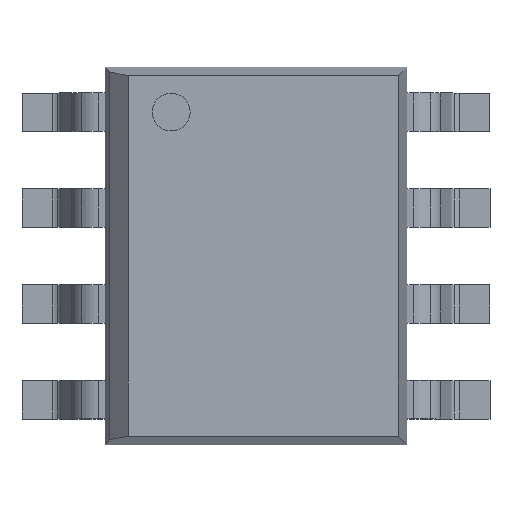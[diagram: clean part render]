
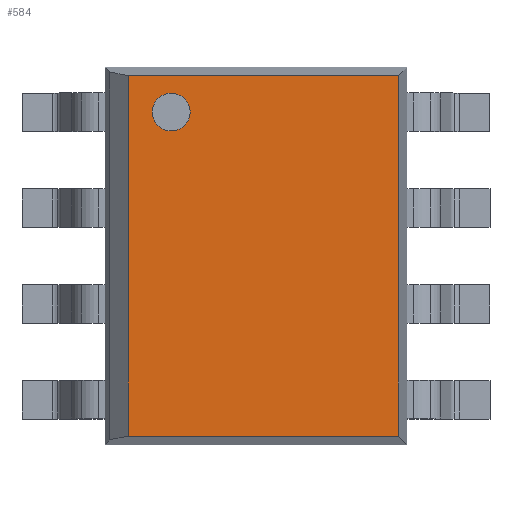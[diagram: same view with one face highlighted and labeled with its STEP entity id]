
A CAD part, top view. The second image highlights one B-rep face of the part: STEP entity #584.
In plain terms, the highlighted planar face has unit normal (0, 0, 1).
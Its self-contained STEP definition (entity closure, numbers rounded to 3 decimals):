
#230=CARTESIAN_POINT('',(-1.123,1.655,1.68));
#231=VERTEX_POINT('',#230);
#240=CARTESIAN_POINT('',(-1.123,2.155,1.68));
#241=VERTEX_POINT('',#240);
#242=CARTESIAN_POINT('',(-1.123,1.905,1.68));
#243=DIRECTION('',(0.0,0.0,-1.0));
#244=DIRECTION('',(0.0,-1.0,0.0));
#245=AXIS2_PLACEMENT_3D('',#242,#243,#244);
#246=CIRCLE('',#245,0.25);
#247=EDGE_CURVE('',#241,#231,#246,.T.);
#430=CARTESIAN_POINT('',(-1.693,2.387,1.68));
#431=VERTEX_POINT('',#430);
#438=CARTESIAN_POINT('',(1.887,2.387,1.68));
#439=VERTEX_POINT('',#438);
#440=CARTESIAN_POINT('',(1.887,2.387,1.68));
#441=DIRECTION('',(-1.0,0.0,0.0));
#442=VECTOR('',#441,3.58);
#443=LINE('',#440,#442);
#444=EDGE_CURVE('',#431,#439,#443,.F.);
#468=CARTESIAN_POINT('',(1.887,-2.387,1.68));
#469=VERTEX_POINT('',#468);
#470=CARTESIAN_POINT('',(1.887,-2.387,1.68));
#471=DIRECTION('',(0.0,1.0,0.0));
#472=VECTOR('',#471,4.774);
#473=LINE('',#470,#472);
#474=EDGE_CURVE('',#469,#439,#473,.T.);
#496=CARTESIAN_POINT('',(-1.693,-2.387,1.68));
#497=VERTEX_POINT('',#496);
#514=CARTESIAN_POINT('',(-1.693,-2.387,1.68));
#515=DIRECTION('',(1.0,0.0,0.0));
#516=VECTOR('',#515,3.58);
#517=LINE('',#514,#516);
#518=EDGE_CURVE('',#469,#497,#517,.F.);
#529=CARTESIAN_POINT('',(-1.693,-2.387,1.68));
#530=DIRECTION('',(0.0,1.0,0.0));
#531=VECTOR('',#530,4.774);
#532=LINE('',#529,#531);
#533=EDGE_CURVE('',#431,#497,#532,.F.);
#559=CARTESIAN_POINT('',(-1.123,1.905,1.68));
#560=DIRECTION('',(0.0,0.0,-1.0));
#561=DIRECTION('',(0.0,-1.0,0.0));
#562=AXIS2_PLACEMENT_3D('',#559,#560,#561);
#563=CIRCLE('',#562,0.25);
#564=EDGE_CURVE('',#231,#241,#563,.T.);
#569=CARTESIAN_POINT('',(1.873,-2.5,1.68));
#570=DIRECTION('',(0.0,0.0,1.0));
#571=DIRECTION('',(0.0,-1.0,0.0));
#572=AXIS2_PLACEMENT_3D('',#569,#570,#571);
#573=PLANE('',#572);
#574=ORIENTED_EDGE('',*,*,#533,.T.);
#575=ORIENTED_EDGE('',*,*,#518,.F.);
#576=ORIENTED_EDGE('',*,*,#474,.T.);
#577=ORIENTED_EDGE('',*,*,#444,.F.);
#578=EDGE_LOOP('',(#574,#575,#576,#577));
#579=FACE_OUTER_BOUND('',#578,.T.);
#580=ORIENTED_EDGE('',*,*,#564,.T.);
#581=ORIENTED_EDGE('',*,*,#247,.T.);
#582=EDGE_LOOP('',(#580,#581));
#583=FACE_BOUND('',#582,.T.);
#584=ADVANCED_FACE('',(#579,#583),#573,.T.);
